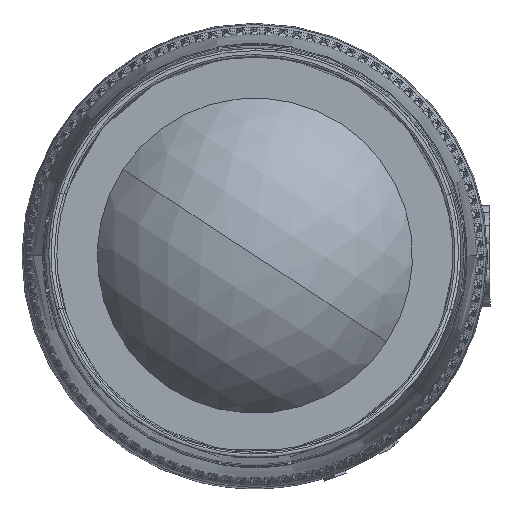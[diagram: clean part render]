
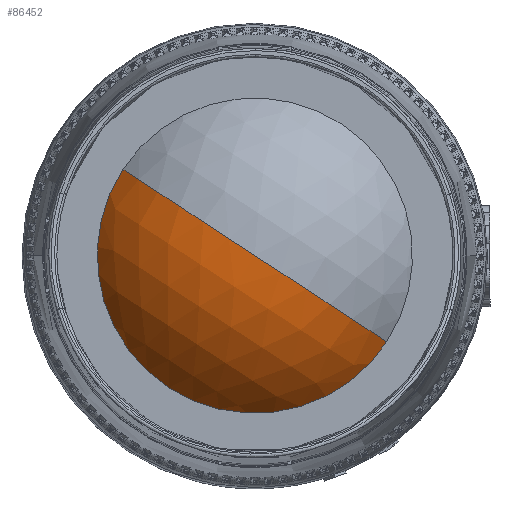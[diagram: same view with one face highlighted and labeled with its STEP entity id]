
A CAD part, top view. The second image highlights one B-rep face of the part: STEP entity #86452.
In plain terms, the highlighted spherical face has radius 40 mm.
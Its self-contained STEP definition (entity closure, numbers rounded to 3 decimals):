
#10937 = DIRECTION ( 'NONE',  ( 0.547, 0.837, 0. ) ) ;
#17955 = CARTESIAN_POINT ( 'NONE',  ( -28.332, 18.51, 95. ) ) ;
#20233 = CARTESIAN_POINT ( 'NONE',  ( 0., 0., 113.677 ) ) ;
#23898 = EDGE_CURVE ( 'Defeatured_0_189+Defeatured_0_2004+Defeatured_0_2004+Defeatured_0_2004', #29944, #28882, #56822, .T. ) ;
#27281 = ORIENTED_EDGE ( 'NONE', *, *, #75149, .T. ) ;
#27979 = CARTESIAN_POINT ( 'NONE',  ( 0., 0., 73.677 ) ) ;
#28882 = VERTEX_POINT ( 'NONE', #17955 ) ;
#29944 = VERTEX_POINT ( 'NONE', #46796 ) ;
#32125 = CIRCLE ( 'NONE', #42175, 40. ) ;
#35162 = DIRECTION ( 'NONE',  ( -0.547, -0.837, 0. ) ) ;
#35521 = CIRCLE ( 'NONE', #47031, 40. ) ;
#41362 = ORIENTED_EDGE ( 'NONE', *, *, #23898, .F. ) ;
#42175 = AXIS2_PLACEMENT_3D ( 'NONE', #43947, #78618, #79969 ) ;
#43947 = CARTESIAN_POINT ( 'NONE',  ( 0., 0., 73.677 ) ) ;
#45177 = CARTESIAN_POINT ( 'NONE',  ( 0., 0., 95. ) ) ;
#46796 = CARTESIAN_POINT ( 'NONE',  ( 28.332, -18.51, 95. ) ) ;
#47031 = AXIS2_PLACEMENT_3D ( 'NONE', #27979, #35162, #69378 ) ;
#47216 = CARTESIAN_POINT ( 'NONE',  ( 0., 0., 73.677 ) ) ;
#52695 = EDGE_LOOP ( 'NONE', ( #74107, #27281, #41362 ) ) ;
#55287 = DIRECTION ( 'NONE',  ( -0.547, -0.837, 0. ) ) ;
#56822 = CIRCLE ( 'NONE', #65459, 33.843 ) ;
#61608 = SPHERICAL_SURFACE ( 'NONE', #87069, 40. ) ;
#65459 = AXIS2_PLACEMENT_3D ( 'NONE', #45177, #81199, #10937 ) ;
#67826 = EDGE_CURVE ( 'NONE', #76500, #29944, #32125, .T. ) ;
#68367 = FACE_OUTER_BOUND ( 'NONE', #52695, .T. ) ;
#69378 = DIRECTION ( 'NONE',  ( 0.837, -0.547, 0. ) ) ;
#74107 = ORIENTED_EDGE ( 'NONE', *, *, #67826, .F. ) ;
#75149 = EDGE_CURVE ( 'NONE', #76500, #28882, #35521, .T. ) ;
#76500 = VERTEX_POINT ( 'NONE', #20233 ) ;
#78618 = DIRECTION ( 'NONE',  ( 0.547, 0.837, 0. ) ) ;
#79969 = DIRECTION ( 'NONE',  ( -0.837, 0.547, 0. ) ) ;
#81199 = DIRECTION ( 'NONE',  ( 0., 0., -1. ) ) ;
#82768 = DIRECTION ( 'NONE',  ( 0.837, -0.547, 0. ) ) ;
#86452 = ADVANCED_FACE ( 'Defeatured_0_2004', ( #68367 ), #61608, .T. ) ;
#87069 = AXIS2_PLACEMENT_3D ( 'NONE', #47216, #55287, #82768 ) ;
